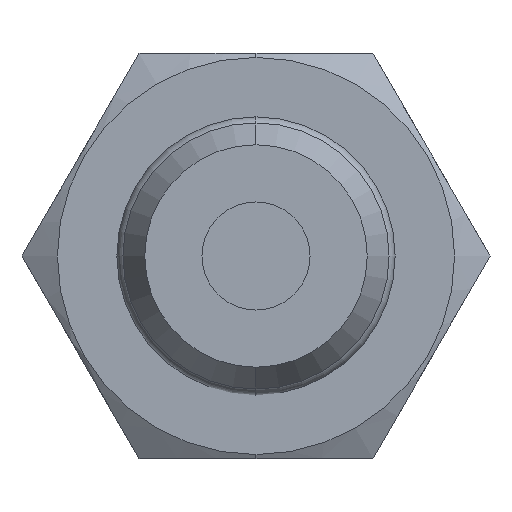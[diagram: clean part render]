
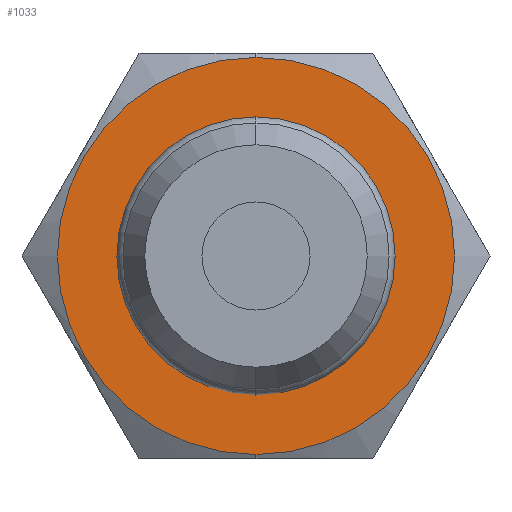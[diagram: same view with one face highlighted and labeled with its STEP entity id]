
A CAD part, front view. The second image highlights one B-rep face of the part: STEP entity #1033.
In plain terms, the highlighted planar face has unit normal (0, -1, 0).
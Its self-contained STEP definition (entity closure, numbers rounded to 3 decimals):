
#484 = EDGE_CURVE ( 'NONE', #937, #933, #3231, .T. ) ;
#933 = VERTEX_POINT ( 'NONE', #2339 ) ;
#937 = VERTEX_POINT ( 'NONE', #2332 ) ;
#939 = EDGE_CURVE ( 'NONE', #933, #937, #2334, .T. ) ;
#964 = VERTEX_POINT ( 'NONE', #2513 ) ;
#965 = VERTEX_POINT ( 'NONE', #2494 ) ;
#981 = EDGE_CURVE ( 'NONE', #965, #964, #2430, .T. ) ;
#1024 = ORIENTED_EDGE ( 'NONE', *, *, #939, .T. ) ;
#1027 = ORIENTED_EDGE ( 'NONE', *, *, #484, .T. ) ;
#1028 = EDGE_LOOP ( 'NONE', ( #1027, #1024 ) ) ;
#1029 = EDGE_CURVE ( 'NONE', #964, #965, #2380, .T. ) ;
#1031 = EDGE_LOOP ( 'NONE', ( #1034, #1032 ) ) ;
#1032 = ORIENTED_EDGE ( 'NONE', *, *, #1029, .F. ) ;
#1033 = ADVANCED_FACE ( 'NONE', ( #2533, #2534 ), #2532, .T. ) ;
#1034 = ORIENTED_EDGE ( 'NONE', *, *, #981, .F. ) ;
#2309 = CARTESIAN_POINT ( 'NONE',  ( 0., 23., 0. ) ) ;
#2317 = DIRECTION ( 'NONE',  ( 0., -1., 0. ) ) ;
#2319 = DIRECTION ( 'NONE',  ( 0., 0., -1. ) ) ;
#2320 = AXIS2_PLACEMENT_3D ( 'NONE', #2309, #2317, #2319 ) ;
#2332 = CARTESIAN_POINT ( 'NONE',  ( 0., 23., 7.35 ) ) ;
#2334 = CIRCLE ( 'NONE', #2320, 7.35 ) ;
#2339 = CARTESIAN_POINT ( 'NONE',  ( 0., 23., -7.35 ) ) ;
#2378 = CARTESIAN_POINT ( 'NONE',  ( 0., 23., 0. ) ) ;
#2379 = AXIS2_PLACEMENT_3D ( 'NONE', #2378, #2395, #2394 ) ;
#2380 = CIRCLE ( 'NONE', #2379, 4.925 ) ;
#2394 = DIRECTION ( 'NONE',  ( 0., 0., -1. ) ) ;
#2395 = DIRECTION ( 'NONE',  ( 0., -1., 0. ) ) ;
#2430 = CIRCLE ( 'NONE', #2492, 4.925 ) ;
#2466 = CARTESIAN_POINT ( 'NONE',  ( 0., 23., 0. ) ) ;
#2490 = DIRECTION ( 'NONE',  ( 0., 0., -1. ) ) ;
#2491 = DIRECTION ( 'NONE',  ( 0., -1., 0. ) ) ;
#2492 = AXIS2_PLACEMENT_3D ( 'NONE', #2466, #2491, #2490 ) ;
#2494 = CARTESIAN_POINT ( 'NONE',  ( 0., 23., -4.925 ) ) ;
#2513 = CARTESIAN_POINT ( 'NONE',  ( 0., 23., 4.925 ) ) ;
#2523 = CARTESIAN_POINT ( 'NONE',  ( 4.925, 23., 0. ) ) ;
#2530 = DIRECTION ( 'NONE',  ( 0., 0., -1. ) ) ;
#2531 = AXIS2_PLACEMENT_3D ( 'NONE', #2523, #2538, #2530 ) ;
#2532 = PLANE ( 'NONE',  #2531 ) ;
#2533 = FACE_BOUND ( 'NONE', #1031, .T. ) ;
#2534 = FACE_OUTER_BOUND ( 'NONE', #1028, .T. ) ;
#2538 = DIRECTION ( 'NONE',  ( 0., -1., 0. ) ) ;
#3219 = CARTESIAN_POINT ( 'NONE',  ( 0., 23., 0. ) ) ;
#3228 = DIRECTION ( 'NONE',  ( 0., 0., -1. ) ) ;
#3229 = DIRECTION ( 'NONE',  ( 0., -1., 0. ) ) ;
#3230 = AXIS2_PLACEMENT_3D ( 'NONE', #3219, #3229, #3228 ) ;
#3231 = CIRCLE ( 'NONE', #3230, 7.35 ) ;
